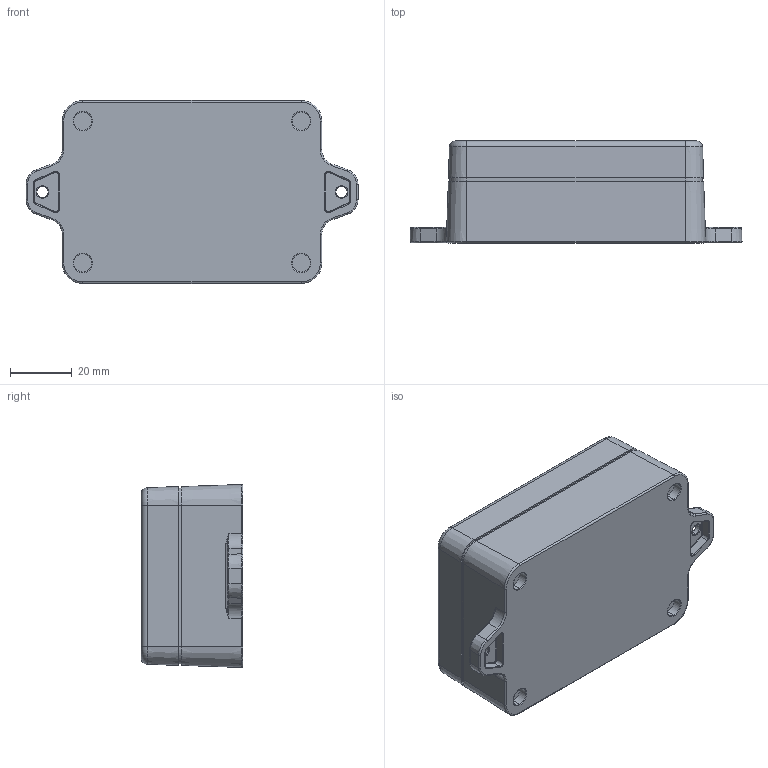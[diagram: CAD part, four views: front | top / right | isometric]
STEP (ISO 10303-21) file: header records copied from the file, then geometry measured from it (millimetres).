
FILE_DESCRIPTION (( 'STEP AP203' ), '1' );
FILE_NAME ('Beacon Industrial-RX_body.STEP', '2019-05-22T13:04:39', ( '' ), ( '' ), 'SwSTEP 2.0', 'SolidWorks 2017', '' );
FILE_SCHEMA (( 'CONFIG_CONTROL_DESIGN' ));
Length unit declared in the file: millimetre
Products named in the file (1): Beacon Industrial-RX_body
Bounding box: 107.66 x 33 x 59.36 mm (x, y, z)
Volume: 158583.6 mm3; surface area: 20630.6 mm2
Topology: 1 solids, 2 shells, 249 faces, 560 edges, 330 vertices
Faces by surface type: cylinder 88, torus 70, plane 51, cone 24, bspline 16
Entity records: 7329 total; most frequent: CARTESIAN_POINT 1612, DIRECTION 1320, ORIENTED_EDGE 1112, AXIS2_PLACEMENT_3D 562, EDGE_CURVE 556, VERTEX_POINT 330, CIRCLE 328, EDGE_LOOP 272
